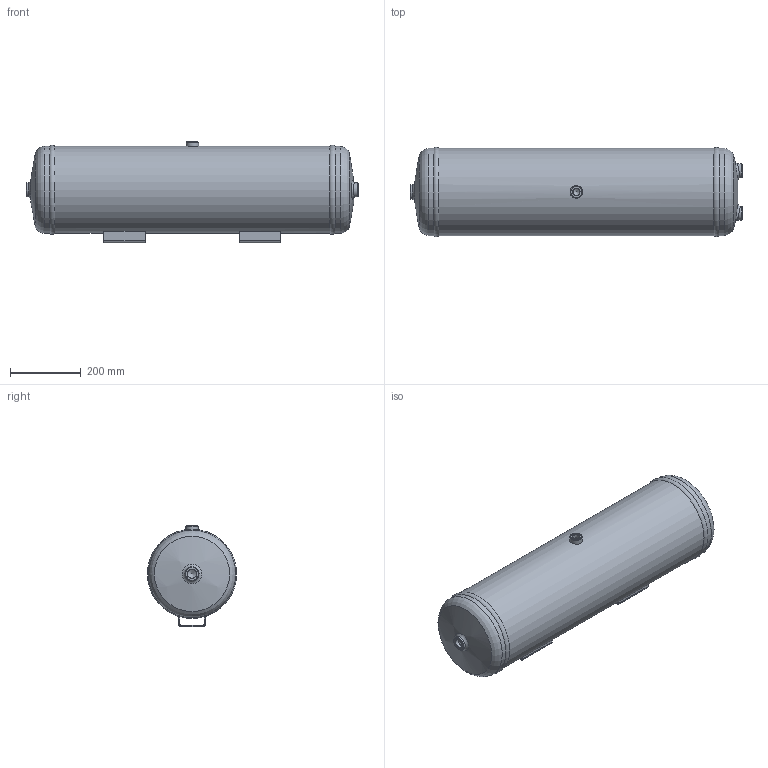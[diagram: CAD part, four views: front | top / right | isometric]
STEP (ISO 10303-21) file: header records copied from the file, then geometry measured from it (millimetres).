
FILE_DESCRIPTION(/* description */ (''),/* implementation_level */ '2;1');
FILE_NAME(/* name */ '3D_calval40.stp',/* time_stamp */ '2017-04-20T10:54:52+02:00',/* author */ ('josepm'),/* organization */ (''),/* preprocessor_version */ 'ST-DEVELOPER v15.2',/* originating_system */ 'Autodesk Inventor 2014',/* authorisation */ '');
FILE_SCHEMA (('AUTOMOTIVE_DESIGN { 1 0 10303 214 3 1 1 }'));
Length unit declared in the file: millimetre
Products named in the file (1): 3D_calval40
Bounding box: 937 x 251.81 x 286 mm (x, y, z)
Volume: 42602008.4 mm3; surface area: 834920.7 mm2
Topology: 1 solids, 1 shells, 64 faces, 160 edges, 102 vertices
Faces by surface type: cylinder 23, plane 20, cone 12, torus 5, bspline 2, sphere 2
Full cylindrical faces by diameter (mm): 10.106 x4, 18.631 x1, 24.117 x3, 35 x1, 40 x3, 246 x3
Entity records: 2261 total; most frequent: CARTESIAN_POINT 848, DIRECTION 302, ORIENTED_EDGE 234, AXIS2_PLACEMENT_3D 127, EDGE_CURVE 117, EDGE_LOOP 112, VERTEX_POINT 91, CIRCLE 64
